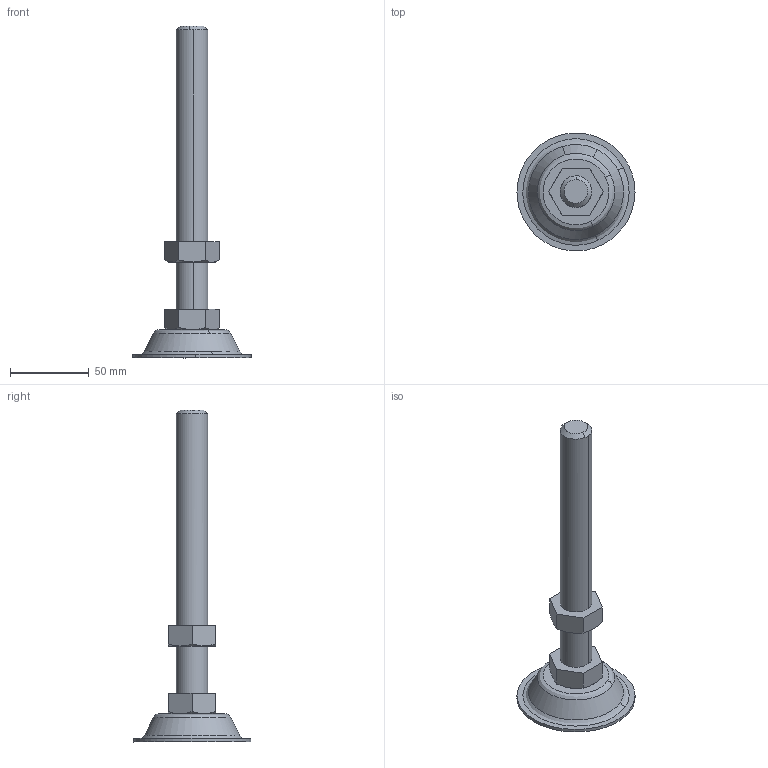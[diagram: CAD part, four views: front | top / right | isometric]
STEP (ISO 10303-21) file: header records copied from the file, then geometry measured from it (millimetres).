
FILE_DESCRIPTION((''),'2;1');
FILE_NAME('','2005-12-14T17:15:56',(''),(''),'','CADfix','');
FILE_SCHEMA(('AUTOMOTIVE_DESIGN'));
Length unit declared in the file: millimetre
Products named in the file (4): nut; foot; bolt; TM_257S_13_10194_36
Assembly tree (4 placements, depth 2):
  TM_257S_13_10194_36
    nut  x2
    foot
    bolt
Bounding box: 75 x 74.9 x 211 mm (x, y, z)
Volume: 94704.9 mm3; surface area: 33066.1 mm2
Topology: 4 solids, 4 shells, 83 faces, 258 edges, 188 vertices
Faces by surface type: bspline 83
Entity records: 2891 total; most frequent: CARTESIAN_POINT 1564, ORIENTED_EDGE 444, EDGE_CURVE 222, VERTEX_POINT 162, QUASI_UNIFORM_CURVE 96, EDGE_LOOP 80, FACE_OUTER_BOUND 71, ADVANCED_FACE 71
